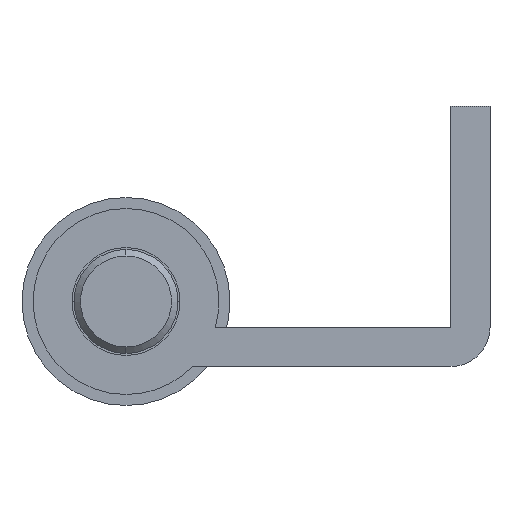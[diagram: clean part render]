
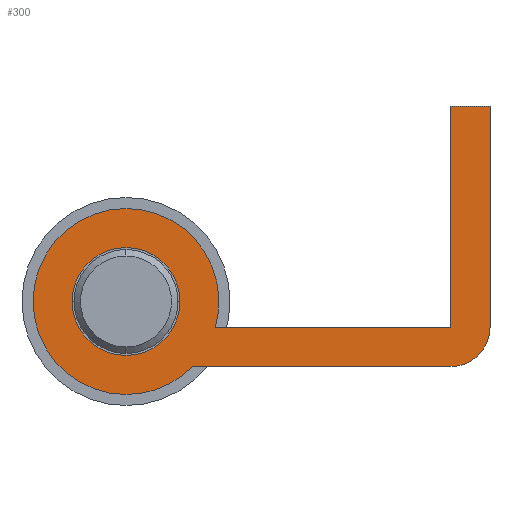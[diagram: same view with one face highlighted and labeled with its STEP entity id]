
A CAD part, front view. The second image highlights one B-rep face of the part: STEP entity #300.
In plain terms, the highlighted planar face has unit normal (0, -1, 0).
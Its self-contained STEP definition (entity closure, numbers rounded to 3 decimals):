
#222 = EDGE_CURVE ( 'NONE', #1503, #1501, #658, .T. ) ;
#270 = EDGE_CURVE ( 'NONE', #1511, #275, #727, .T. ) ;
#271 = ORIENTED_EDGE ( 'NONE', *, *, #1525, .F. ) ;
#272 = ORIENTED_EDGE ( 'NONE', *, *, #1532, .F. ) ;
#273 = ORIENTED_EDGE ( 'NONE', *, *, #274, .F. ) ;
#274 = EDGE_CURVE ( 'NONE', #275, #291, #723, .T. ) ;
#275 = VERTEX_POINT ( 'NONE', #783 ) ;
#276 = ORIENTED_EDGE ( 'NONE', *, *, #270, .F. ) ;
#277 = EDGE_CURVE ( 'NONE', #291, #278, #782, .T. ) ;
#278 = VERTEX_POINT ( 'NONE', #778 ) ;
#280 = ORIENTED_EDGE ( 'NONE', *, *, #281, .F. ) ;
#281 = EDGE_CURVE ( 'NONE', #282, #1520, #777, .T. ) ;
#282 = VERTEX_POINT ( 'NONE', #772 ) ;
#283 = ORIENTED_EDGE ( 'NONE', *, *, #284, .F. ) ;
#284 = EDGE_CURVE ( 'NONE', #285, #282, #771, .T. ) ;
#285 = VERTEX_POINT ( 'NONE', #767 ) ;
#286 = ORIENTED_EDGE ( 'NONE', *, *, #287, .F. ) ;
#287 = EDGE_CURVE ( 'NONE', #288, #285, #766, .T. ) ;
#288 = VERTEX_POINT ( 'NONE', #761 ) ;
#289 = EDGE_LOOP ( 'NONE', ( #304, #305 ) ) ;
#290 = ORIENTED_EDGE ( 'NONE', *, *, #277, .F. ) ;
#291 = VERTEX_POINT ( 'NONE', #760 ) ;
#300 = ADVANCED_FACE ( 'NONE', ( #810, #809 ), #808, .T. ) ;
#301 = EDGE_LOOP ( 'NONE', ( #290, #273, #276, #271, #272, #280, #283, #286, #302 ) ) ;
#302 = ORIENTED_EDGE ( 'NONE', *, *, #303, .F. ) ;
#303 = EDGE_CURVE ( 'NONE', #278, #288, #803, .T. ) ;
#304 = ORIENTED_EDGE ( 'NONE', *, *, #1499, .T. ) ;
#305 = ORIENTED_EDGE ( 'NONE', *, *, #222, .T. ) ;
#529 = DIRECTION ( 'NONE',  ( 0., 1., 0. ) ) ;
#530 = CARTESIAN_POINT ( 'NONE',  ( 0., -50., 0. ) ) ;
#657 = CARTESIAN_POINT ( 'NONE',  ( 0., -50., 0. ) ) ;
#658 = CIRCLE ( 'NONE', #721, 4.15 ) ;
#719 = DIRECTION ( 'NONE',  ( 0., 0., 1. ) ) ;
#720 = DIRECTION ( 'NONE',  ( 0., 1., 0. ) ) ;
#721 = AXIS2_PLACEMENT_3D ( 'NONE', #657, #720, #719 ) ;
#722 = CARTESIAN_POINT ( 'NONE',  ( 25., -50., -2. ) ) ;
#723 = LINE ( 'NONE', #722, #785 ) ;
#724 = DIRECTION ( 'NONE',  ( 1., 0., 0. ) ) ;
#725 = VECTOR ( 'NONE', #724, 1000. ) ;
#726 = CARTESIAN_POINT ( 'NONE',  ( 6.865, -50., -2. ) ) ;
#727 = LINE ( 'NONE', #726, #725 ) ;
#760 = CARTESIAN_POINT ( 'NONE',  ( 25., -50., 15. ) ) ;
#761 = CARTESIAN_POINT ( 'NONE',  ( 28., -50., -2. ) ) ;
#762 = DIRECTION ( 'NONE',  ( 0., 0., -1. ) ) ;
#763 = DIRECTION ( 'NONE',  ( 0., 1., 0. ) ) ;
#764 = CARTESIAN_POINT ( 'NONE',  ( 25., -50., -2. ) ) ;
#765 = AXIS2_PLACEMENT_3D ( 'NONE', #764, #763, #762 ) ;
#766 = CIRCLE ( 'NONE', #765, 3. ) ;
#767 = CARTESIAN_POINT ( 'NONE',  ( 25., -50., -5. ) ) ;
#768 = DIRECTION ( 'NONE',  ( -1., 0., 0. ) ) ;
#769 = VECTOR ( 'NONE', #768, 1000. ) ;
#770 = CARTESIAN_POINT ( 'NONE',  ( 5.111, -50., -5. ) ) ;
#771 = LINE ( 'NONE', #770, #769 ) ;
#772 = CARTESIAN_POINT ( 'NONE',  ( 5.111, -50., -5. ) ) ;
#773 = DIRECTION ( 'NONE',  ( 0., 0., 1. ) ) ;
#774 = DIRECTION ( 'NONE',  ( 0., 1., 0. ) ) ;
#775 = CARTESIAN_POINT ( 'NONE',  ( 0., -50., 0. ) ) ;
#776 = AXIS2_PLACEMENT_3D ( 'NONE', #775, #774, #773 ) ;
#777 = CIRCLE ( 'NONE', #776, 7.15 ) ;
#778 = CARTESIAN_POINT ( 'NONE',  ( 28., -50., 15. ) ) ;
#779 = DIRECTION ( 'NONE',  ( 1., 0., 0. ) ) ;
#780 = VECTOR ( 'NONE', #779, 1000. ) ;
#781 = CARTESIAN_POINT ( 'NONE',  ( 25., -50., 15. ) ) ;
#782 = LINE ( 'NONE', #781, #780 ) ;
#783 = CARTESIAN_POINT ( 'NONE',  ( 25., -50., -2. ) ) ;
#784 = DIRECTION ( 'NONE',  ( 0., 0., 1. ) ) ;
#785 = VECTOR ( 'NONE', #784, 1000. ) ;
#786 = AXIS2_PLACEMENT_3D ( 'NONE', #530, #529, #1562 ) ;
#787 = CIRCLE ( 'NONE', #786, 4.15 ) ;
#793 = CARTESIAN_POINT ( 'NONE',  ( 0., -50., 7.15 ) ) ;
#800 = DIRECTION ( 'NONE',  ( 0., 0., -1. ) ) ;
#801 = VECTOR ( 'NONE', #800, 1000. ) ;
#802 = CARTESIAN_POINT ( 'NONE',  ( 28., -50., -2. ) ) ;
#803 = LINE ( 'NONE', #802, #801 ) ;
#804 = DIRECTION ( 'NONE',  ( 0., 0., -1. ) ) ;
#805 = DIRECTION ( 'NONE',  ( 0., -1., 0. ) ) ;
#806 = CARTESIAN_POINT ( 'NONE',  ( 25., -50., -2. ) ) ;
#807 = AXIS2_PLACEMENT_3D ( 'NONE', #806, #805, #804 ) ;
#808 = PLANE ( 'NONE',  #807 ) ;
#809 = FACE_BOUND ( 'NONE', #289, .T. ) ;
#810 = FACE_OUTER_BOUND ( 'NONE', #301, .T. ) ;
#822 = CARTESIAN_POINT ( 'NONE',  ( 0., -50., -7.15 ) ) ;
#834 = CARTESIAN_POINT ( 'NONE',  ( 6.865, -50., -2. ) ) ;
#845 = CARTESIAN_POINT ( 'NONE',  ( 0., -50., 4.15 ) ) ;
#846 = CARTESIAN_POINT ( 'NONE',  ( 0., -50., -4.15 ) ) ;
#858 = DIRECTION ( 'NONE',  ( 0., 0., 1. ) ) ;
#859 = DIRECTION ( 'NONE',  ( 0., 1., 0. ) ) ;
#860 = CARTESIAN_POINT ( 'NONE',  ( 0., -50., 0. ) ) ;
#861 = AXIS2_PLACEMENT_3D ( 'NONE', #860, #859, #858 ) ;
#862 = CIRCLE ( 'NONE', #861, 7.15 ) ;
#873 = DIRECTION ( 'NONE',  ( 0., 0., 1. ) ) ;
#874 = DIRECTION ( 'NONE',  ( 0., 1., 0. ) ) ;
#875 = CARTESIAN_POINT ( 'NONE',  ( 0., -50., 0. ) ) ;
#876 = AXIS2_PLACEMENT_3D ( 'NONE', #875, #874, #873 ) ;
#877 = CIRCLE ( 'NONE', #876, 7.15 ) ;
#1497 = VERTEX_POINT ( 'NONE', #793 ) ;
#1499 = EDGE_CURVE ( 'NONE', #1501, #1503, #787, .T. ) ;
#1501 = VERTEX_POINT ( 'NONE', #846 ) ;
#1503 = VERTEX_POINT ( 'NONE', #845 ) ;
#1511 = VERTEX_POINT ( 'NONE', #834 ) ;
#1520 = VERTEX_POINT ( 'NONE', #822 ) ;
#1525 = EDGE_CURVE ( 'NONE', #1497, #1511, #877, .T. ) ;
#1532 = EDGE_CURVE ( 'NONE', #1520, #1497, #862, .T. ) ;
#1562 = DIRECTION ( 'NONE',  ( 0., 0., 1. ) ) ;
